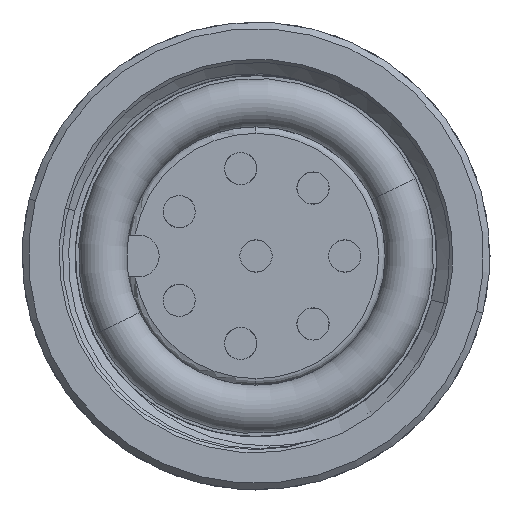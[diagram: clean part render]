
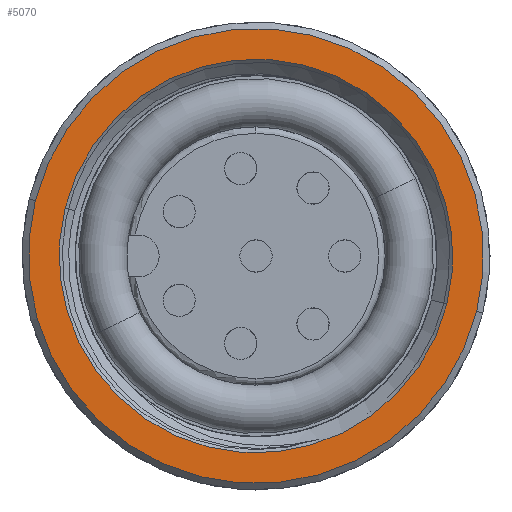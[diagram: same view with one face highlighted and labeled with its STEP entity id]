
A CAD part, left-side view. The second image highlights one B-rep face of the part: STEP entity #5070.
In plain terms, the highlighted face is planar.
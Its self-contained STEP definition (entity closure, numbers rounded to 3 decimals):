
#875 = DIRECTION ( 'NONE',  ( -1., 0., 0. ) ) ;
#1902 = DIRECTION ( 'NONE',  ( -1., 0., 0. ) ) ;
#3148 = CARTESIAN_POINT ( 'NONE',  ( 11., 0., 0. ) ) ;
#4453 = EDGE_LOOP ( 'NONE', ( #27313, #73634 ) ) ;
#5070 = ADVANCED_FACE ( 'NONE', ( #5841, #25695 ), #24465, .F. ) ;
#5841 = FACE_OUTER_BOUND ( 'NONE', #46013, .T. ) ;
#9214 = AXIS2_PLACEMENT_3D ( 'NONE', #31632, #56879, #57688 ) ;
#12753 = VERTEX_POINT ( 'NONE', #81530 ) ;
#14387 = CIRCLE ( 'NONE', #40748, 7.05 ) ;
#20865 = CARTESIAN_POINT ( 'NONE',  ( 11., 0., -7.05 ) ) ;
#21993 = VERTEX_POINT ( 'NONE', #77054 ) ;
#22607 = EDGE_CURVE ( 'NONE', #12753, #36593, #14387, .T. ) ;
#22906 = CIRCLE ( 'NONE', #28228, 6.1 ) ;
#24465 = PLANE ( 'NONE',  #75911 ) ;
#25000 = EDGE_CURVE ( 'NONE', #21993, #63615, #38307, .T. ) ;
#25695 = FACE_BOUND ( 'NONE', #4453, .T. ) ;
#27146 = DIRECTION ( 'NONE',  ( 0., 0., 1. ) ) ;
#27313 = ORIENTED_EDGE ( 'NONE', *, *, #25000, .T. ) ;
#28228 = AXIS2_PLACEMENT_3D ( 'NONE', #33347, #1902, #27146 ) ;
#28692 = CIRCLE ( 'NONE', #68317, 7.05 ) ;
#31632 = CARTESIAN_POINT ( 'NONE',  ( 11., 0., 0. ) ) ;
#33347 = CARTESIAN_POINT ( 'NONE',  ( 11., 0., 0. ) ) ;
#34982 = DIRECTION ( 'NONE',  ( 1., 0., 0. ) ) ;
#36593 = VERTEX_POINT ( 'NONE', #20865 ) ;
#38280 = CARTESIAN_POINT ( 'NONE',  ( 11., 0., 6.1 ) ) ;
#38307 = CIRCLE ( 'NONE', #9214, 6.1 ) ;
#40748 = AXIS2_PLACEMENT_3D ( 'NONE', #49588, #50010, #74810 ) ;
#41306 = ORIENTED_EDGE ( 'NONE', *, *, #22607, .T. ) ;
#42652 = EDGE_CURVE ( 'NONE', #63615, #21993, #22906, .T. ) ;
#46013 = EDGE_LOOP ( 'NONE', ( #41306, #66305 ) ) ;
#49588 = CARTESIAN_POINT ( 'NONE',  ( 11., 0., 0. ) ) ;
#50010 = DIRECTION ( 'NONE',  ( 1., 0., 0. ) ) ;
#52025 = EDGE_CURVE ( 'NONE', #36593, #12753, #28692, .T. ) ;
#56879 = DIRECTION ( 'NONE',  ( -1., 0., 0. ) ) ;
#57688 = DIRECTION ( 'NONE',  ( 0., 0., 1. ) ) ;
#62941 = CARTESIAN_POINT ( 'NONE',  ( 11., 7.25, 0. ) ) ;
#63615 = VERTEX_POINT ( 'NONE', #38280 ) ;
#66305 = ORIENTED_EDGE ( 'NONE', *, *, #52025, .T. ) ;
#68317 = AXIS2_PLACEMENT_3D ( 'NONE', #3148, #34982, #79671 ) ;
#73634 = ORIENTED_EDGE ( 'NONE', *, *, #42652, .T. ) ;
#74810 = DIRECTION ( 'NONE',  ( 0., 0., 1. ) ) ;
#75911 = AXIS2_PLACEMENT_3D ( 'NONE', #62941, #875, #76162 ) ;
#76162 = DIRECTION ( 'NONE',  ( 0., 0., 1. ) ) ;
#77054 = CARTESIAN_POINT ( 'NONE',  ( 11., 0., -6.1 ) ) ;
#79671 = DIRECTION ( 'NONE',  ( 0., 0., 1. ) ) ;
#81530 = CARTESIAN_POINT ( 'NONE',  ( 11., 0., 7.05 ) ) ;
